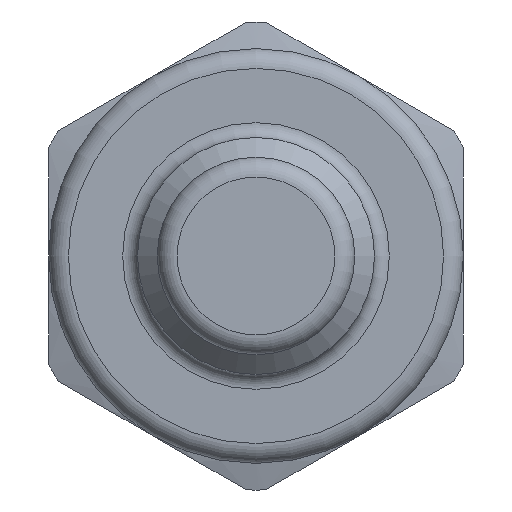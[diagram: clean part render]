
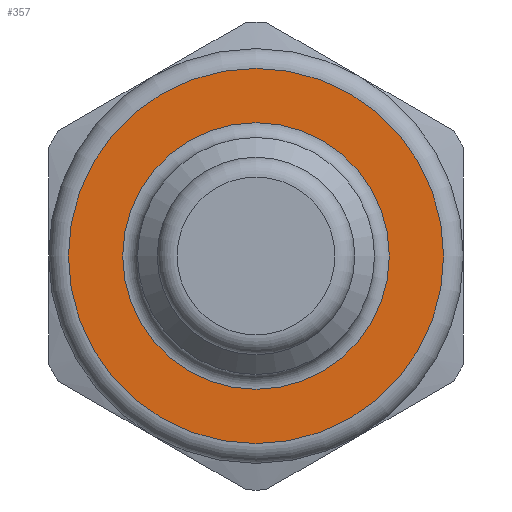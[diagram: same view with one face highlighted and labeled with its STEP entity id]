
A CAD part, left-side view. The second image highlights one B-rep face of the part: STEP entity #357.
In plain terms, the highlighted planar face has unit normal (-1, 0, 0).
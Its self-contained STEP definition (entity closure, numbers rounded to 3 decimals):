
#303=CARTESIAN_POINT('',(20.0,9.5,0.0));
#304=VERTEX_POINT('',#303);
#305=CARTESIAN_POINT('',(20.0,0.0,0.0));
#306=DIRECTION('',(1.0,0.0,0.0));
#307=DIRECTION('',(0.0,-1.0,0.0));
#308=AXIS2_PLACEMENT_3D('',#305,#306,#307);
#309=CIRCLE('',#308,9.5);
#310=EDGE_CURVE('',#304,#304,#309,.T.);
#338=CARTESIAN_POINT('',(20.0,8.25,0.0));
#339=DIRECTION('',(-1.0,0.0,0.0));
#340=DIRECTION('',(0.0,0.0,1.0));
#341=AXIS2_PLACEMENT_3D('',#338,#339,#340);
#342=PLANE('',#341);
#343=ORIENTED_EDGE('',*,*,#310,.F.);
#344=EDGE_LOOP('',(#343));
#345=FACE_OUTER_BOUND('',#344,.T.);
#346=CARTESIAN_POINT('',(20.0,6.75,0.));
#347=VERTEX_POINT('',#346);
#348=CARTESIAN_POINT('',(20.0,0.0,0.0));
#349=DIRECTION('',(-1.0,0.0,0.0));
#350=DIRECTION('',(0.0,-1.0,0.0));
#351=AXIS2_PLACEMENT_3D('',#348,#349,#350);
#352=CIRCLE('',#351,6.75);
#353=EDGE_CURVE('',#347,#347,#352,.T.);
#354=ORIENTED_EDGE('',*,*,#353,.F.);
#355=EDGE_LOOP('',(#354));
#356=FACE_BOUND('',#355,.T.);
#357=ADVANCED_FACE('',(#345,#356),#342,.T.);
